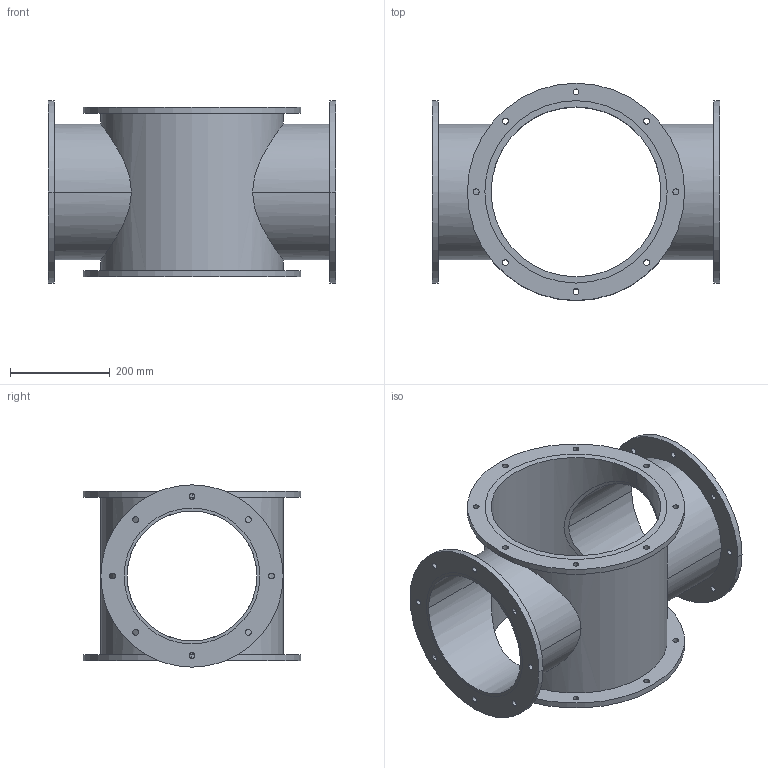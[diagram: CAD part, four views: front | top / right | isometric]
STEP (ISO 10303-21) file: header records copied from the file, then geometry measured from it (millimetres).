
FILE_DESCRIPTION(('CATIA V5 STEP Exchange'),'2;1');
FILE_NAME('Ecluse.stp','2021-04-06T08:24:57+00:00',('none'),('none'),'CATIA Version 5 Release 21 GA (IN-10)','CATIA V5 STEP AP203','none');
FILE_SCHEMA(('CONFIG_CONTROL_DESIGN'));
Length unit declared in the file: millimetre
Products named in the file (1): Product1
Assembly tree (7 placements, depth 2):
  Product1
    #58
    #770  x2
    #1159  x2
    #1863  x2
Bounding box: 575 x 435 x 365 mm (x, y, z)
Volume: 6719057.8 mm3; surface area: 1545573.3 mm2
Topology: 7 solids, 7 shells, 112 faces, 312 edges, 208 vertices
Faces by surface type: cylinder 100, plane 12
Entity records: 2542 total; most frequent: CARTESIAN_POINT 846, ORIENTED_EDGE 348, DIRECTION 254, EDGE_CURVE 174, AXIS2_PLACEMENT_3D 144, VERTEX_POINT 116, EDGE_LOOP 100, CIRCLE 92
